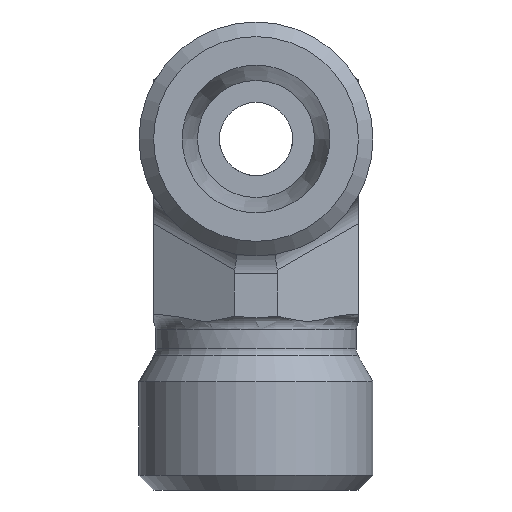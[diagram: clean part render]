
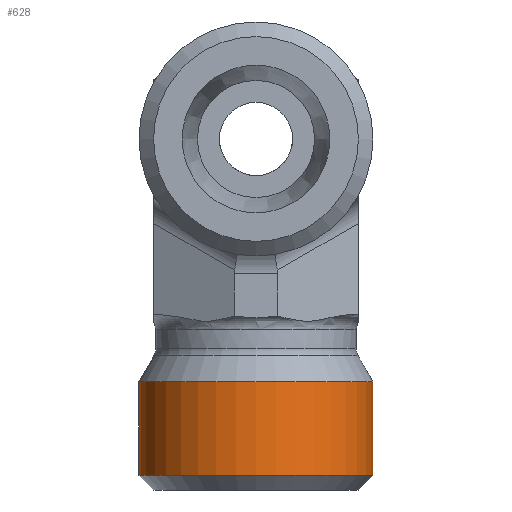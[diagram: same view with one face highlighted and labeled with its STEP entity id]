
A CAD part, front view. The second image highlights one B-rep face of the part: STEP entity #628.
In plain terms, the highlighted cylindrical face has radius 8 mm (diameter 16 mm), a full revolution.
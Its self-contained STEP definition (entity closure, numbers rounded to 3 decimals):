
#597=CARTESIAN_POINT('',(-11.485,9.544,-10.));
#598=VERTEX_POINT('',#597);
#599=CARTESIAN_POINT('',(-19.485,9.544,-10.));
#600=DIRECTION('',(0.0,0.0,-1.0));
#601=DIRECTION('',(-1.0,0.0,0.0));
#602=AXIS2_PLACEMENT_3D('',#599,#600,#601);
#603=CIRCLE('',#602,8.0);
#604=EDGE_CURVE('',#598,#598,#603,.T.);
#609=CARTESIAN_POINT('',(-19.485,9.544,-11.));
#610=DIRECTION('',(0.,0.,1.0));
#611=DIRECTION('',(-1.0,0.0,0.0));
#612=AXIS2_PLACEMENT_3D('',#609,#610,#611);
#613=CYLINDRICAL_SURFACE('',#612,8.0);
#614=CARTESIAN_POINT('',(-27.485,9.544,-3.592));
#615=VERTEX_POINT('',#614);
#616=CARTESIAN_POINT('',(-19.485,9.544,-3.592));
#617=DIRECTION('',(0.0,0.0,-1.0));
#618=DIRECTION('',(-1.0,0.0,0.0));
#619=AXIS2_PLACEMENT_3D('',#616,#617,#618);
#620=CIRCLE('',#619,8.0);
#621=EDGE_CURVE('',#615,#615,#620,.T.);
#622=ORIENTED_EDGE('',*,*,#621,.T.);
#623=EDGE_LOOP('',(#622));
#624=FACE_OUTER_BOUND('',#623,.T.);
#625=ORIENTED_EDGE('',*,*,#604,.F.);
#626=EDGE_LOOP('',(#625));
#627=FACE_BOUND('',#626,.T.);
#628=ADVANCED_FACE('',(#624,#627),#613,.T.);
